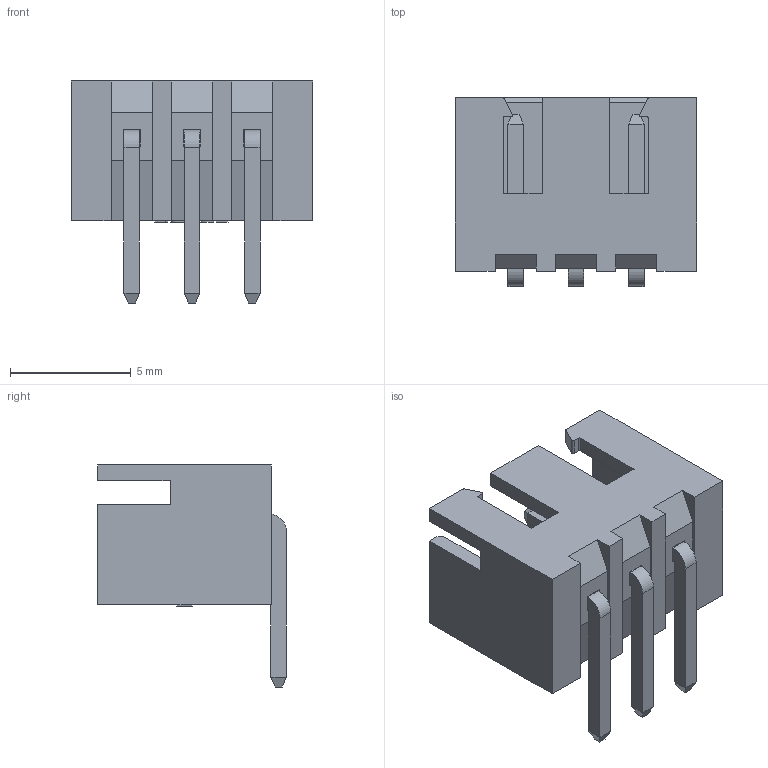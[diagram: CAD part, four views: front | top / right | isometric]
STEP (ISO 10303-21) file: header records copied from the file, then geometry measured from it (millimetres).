
FILE_DESCRIPTION(('STEP AP214'),'1');
FILE_NAME('CONN-TH_XH-3AW.stp','2021-08-18T18:16:26',(' '),(' '),'Spatial InterOp 3D',' ',' ');
FILE_SCHEMA(('AUTOMOTIVE_DESIGN { 1 0 10303 214 1 1 1 1 }'));
Length unit declared in the file: millimetre
Products named in the file (1): 11
Bounding box: 10 x 7.82 x 9.2 mm (x, y, z)
Volume: 187.9 mm3; surface area: 593.3 mm2
Topology: 4 solids, 4 shells, 224 faces, 601 edges, 392 vertices
Faces by surface type: plane 213, cylinder 11
Entity records: 8666 total; most frequent: CARTESIAN_POINT 1219, ORIENTED_EDGE 1202, DIRECTION 1075, EDGE_CURVE 601, LINE 579, VECTOR 579, VERTEX_POINT 392, AXIS2_PLACEMENT_3D 248
